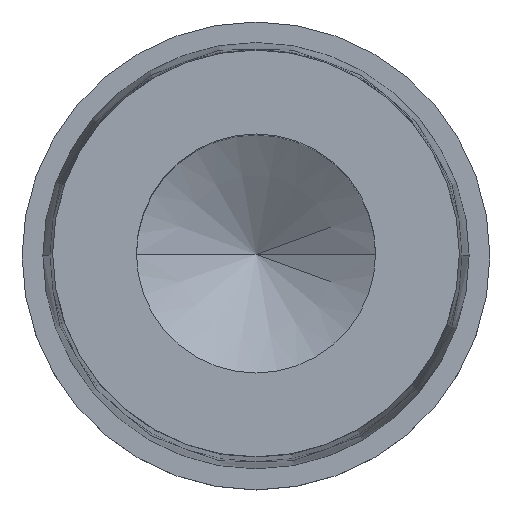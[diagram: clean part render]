
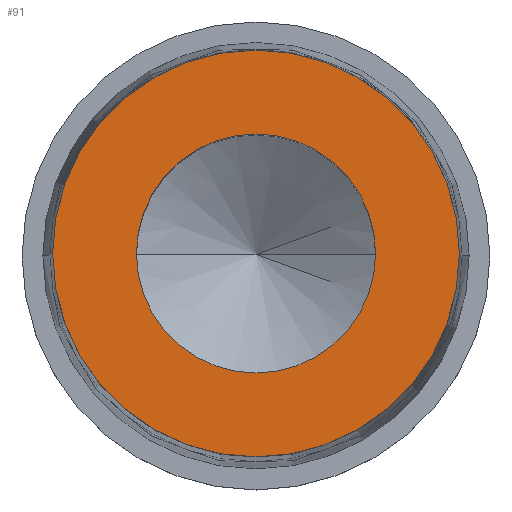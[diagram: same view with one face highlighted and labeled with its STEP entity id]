
A CAD part, top view. The second image highlights one B-rep face of the part: STEP entity #91.
In plain terms, the highlighted planar face has unit normal (0, 0, 1).
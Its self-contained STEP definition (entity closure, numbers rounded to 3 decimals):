
#6 = CARTESIAN_POINT ( 'NONE',  ( -2.206, 0., 13.564 ) ) ;
#13 = ORIENTED_EDGE ( 'NONE', *, *, #282, .F. ) ;
#16 = AXIS2_PLACEMENT_3D ( 'NONE', #26, #372, #156 ) ;
#18 = CIRCLE ( 'NONE', #207, 1.15 ) ;
#26 = CARTESIAN_POINT ( 'NONE',  ( -0.25, 0., 13.564 ) ) ;
#27 = CARTESIAN_POINT ( 'NONE',  ( -1.4, 0., 13.564 ) ) ;
#57 = DIRECTION ( 'NONE',  ( 0., 0., 1. ) ) ;
#73 = ORIENTED_EDGE ( 'NONE', *, *, #142, .F. ) ;
#77 = CARTESIAN_POINT ( 'NONE',  ( -0.25, 0., 13.564 ) ) ;
#83 = EDGE_CURVE ( 'NONE', #201, #221, #241, .T. ) ;
#90 = VERTEX_POINT ( 'NONE', #424 ) ;
#91 = ADVANCED_FACE ( 'NONE', ( #280, #146 ), #345, .T. ) ;
#96 = DIRECTION ( 'NONE',  ( 1., 0., 0. ) ) ;
#98 = CIRCLE ( 'NONE', #16, 1.956 ) ;
#102 = AXIS2_PLACEMENT_3D ( 'NONE', #77, #107, #304 ) ;
#107 = DIRECTION ( 'NONE',  ( 0., 0., 1. ) ) ;
#135 = DIRECTION ( 'NONE',  ( 0., 0., 1. ) ) ;
#142 = EDGE_CURVE ( 'NONE', #221, #201, #18, .T. ) ;
#143 = EDGE_LOOP ( 'NONE', ( #13, #395 ) ) ;
#146 = FACE_OUTER_BOUND ( 'NONE', #143, .T. ) ;
#155 = DIRECTION ( 'NONE',  ( 0., 0., -1. ) ) ;
#156 = DIRECTION ( 'NONE',  ( -1., 0., 0. ) ) ;
#178 = CIRCLE ( 'NONE', #441, 1.956 ) ;
#189 = DIRECTION ( 'NONE',  ( -1., 0., 0. ) ) ;
#201 = VERTEX_POINT ( 'NONE', #27 ) ;
#207 = AXIS2_PLACEMENT_3D ( 'NONE', #289, #57, #96 ) ;
#221 = VERTEX_POINT ( 'NONE', #329 ) ;
#229 = AXIS2_PLACEMENT_3D ( 'NONE', #6, #135, #348 ) ;
#241 = CIRCLE ( 'NONE', #102, 1.15 ) ;
#261 = EDGE_CURVE ( 'NONE', #451, #90, #178, .T. ) ;
#267 = EDGE_LOOP ( 'NONE', ( #73, #294 ) ) ;
#280 = FACE_BOUND ( 'NONE', #267, .T. ) ;
#282 = EDGE_CURVE ( 'NONE', #90, #451, #98, .T. ) ;
#289 = CARTESIAN_POINT ( 'NONE',  ( -0.25, 0., 13.564 ) ) ;
#294 = ORIENTED_EDGE ( 'NONE', *, *, #83, .F. ) ;
#304 = DIRECTION ( 'NONE',  ( 1., 0., 0. ) ) ;
#329 = CARTESIAN_POINT ( 'NONE',  ( 0.9, 0., 13.564 ) ) ;
#345 = PLANE ( 'NONE',  #229 ) ;
#348 = DIRECTION ( 'NONE',  ( 1., 0., 0. ) ) ;
#368 = CARTESIAN_POINT ( 'NONE',  ( -0.25, 0., 13.564 ) ) ;
#372 = DIRECTION ( 'NONE',  ( 0., 0., -1. ) ) ;
#395 = ORIENTED_EDGE ( 'NONE', *, *, #261, .F. ) ;
#424 = CARTESIAN_POINT ( 'NONE',  ( -2.206, 0., 13.564 ) ) ;
#426 = CARTESIAN_POINT ( 'NONE',  ( 1.706, 0., 13.564 ) ) ;
#441 = AXIS2_PLACEMENT_3D ( 'NONE', #368, #155, #189 ) ;
#451 = VERTEX_POINT ( 'NONE', #426 ) ;
